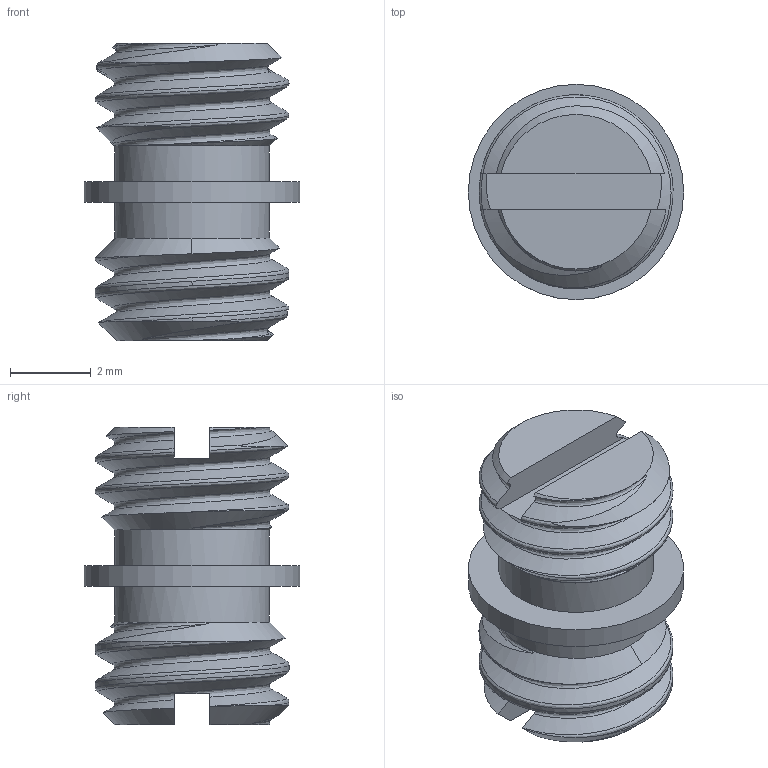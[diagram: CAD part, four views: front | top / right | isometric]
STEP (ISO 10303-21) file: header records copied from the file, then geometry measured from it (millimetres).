
FILE_DESCRIPTION(/* description */ (''),/* implementation_level */ '2;1');
FILE_NAME(/* name */ 'MHT160.stp',/* time_stamp */ '2026-01-05T08:57:47-05:00',/* author */ ('cthayer'),/* organization */ ('CONNECTION TECHNOLOGY CENTER'),/* preprocessor_version */ 'ST-DEVELOPER v20',/* originating_system */ 'Autodesk Inventor 2025',/* authorisation */ '');
FILE_SCHEMA (('AUTOMOTIVE_DESIGN { 1 0 10303 214 3 1 1 }'));
Length unit declared in the file: inch
Products named in the file (1): MHT160
Bounding box: 5.33 x 5.33 x 7.37 mm (x, y, z)
Volume: 99.3 mm3; surface area: 191.9 mm2
Topology: 1 solids, 1 shells, 55 faces, 144 edges, 94 vertices
Faces by surface type: bspline 24, plane 14, cone 10, cylinder 7
Full cylindrical faces by diameter (mm): 3.83 x2, 4.803 x1, 5.334 x1
Entity records: 4090 total; most frequent: CARTESIAN_POINT 2937, ORIENTED_EDGE 288, EDGE_CURVE 144, DIRECTION 127, B_SPLINE_CURVE_WITH_KNOTS 94, VERTEX_POINT 94, EDGE_LOOP 58, FACE_OUTER_BOUND 55
